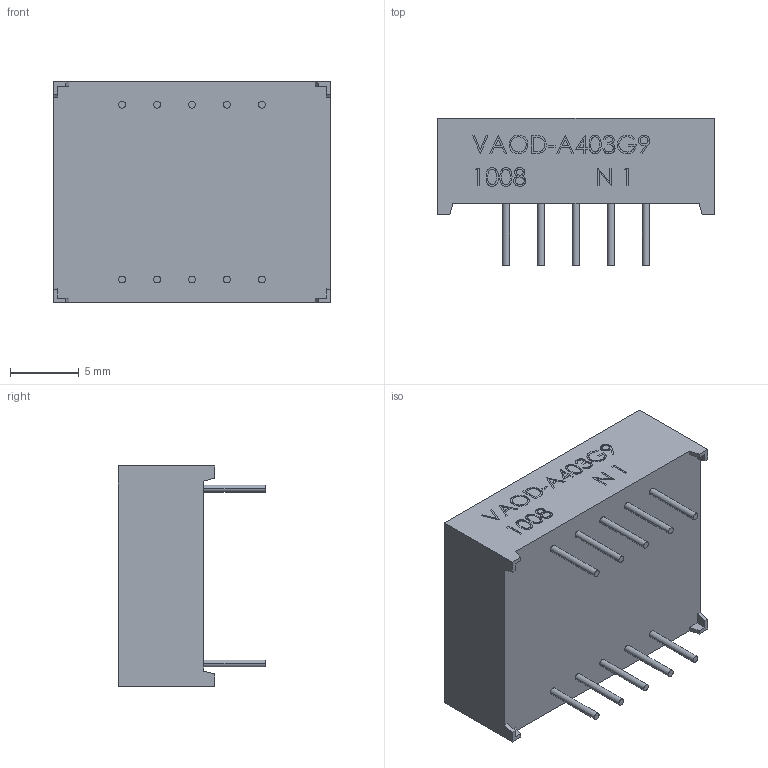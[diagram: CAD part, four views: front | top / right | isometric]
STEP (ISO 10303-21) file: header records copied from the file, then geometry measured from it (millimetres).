
FILE_DESCRIPTION (( 'STEP AP214' ), '1' );
FILE_NAME ('User Library-VAOD-A403G9_Case.STEP', '2020-05-14T04:28:45', ( '' ), ( '' ), 'SwSTEP 2.0', 'SolidWorks 2019', '' );
FILE_SCHEMA (( 'AUTOMOTIVE_DESIGN' ));
Length unit declared in the file: millimetre
Products named in the file (1): User Library-VAOD-A403G9_Case
Bounding box: 20.1 x 10.7 x 16.01 mm (x, y, z)
Volume: 2000.9 mm3; surface area: 2545.1 mm2
Topology: 44 solids, 44 shells, 499 faces, 1185 edges, 790 vertices
Faces by surface type: plane 380, bspline 91, cylinder 28
Entity records: 24708 total; most frequent: CARTESIAN_POINT 9062, ORIENTED_EDGE 2370, DIRECTION 1877, EDGE_CURVE 1185, LINE 947, VECTOR 947, VERTEX_POINT 790, EDGE_LOOP 537
